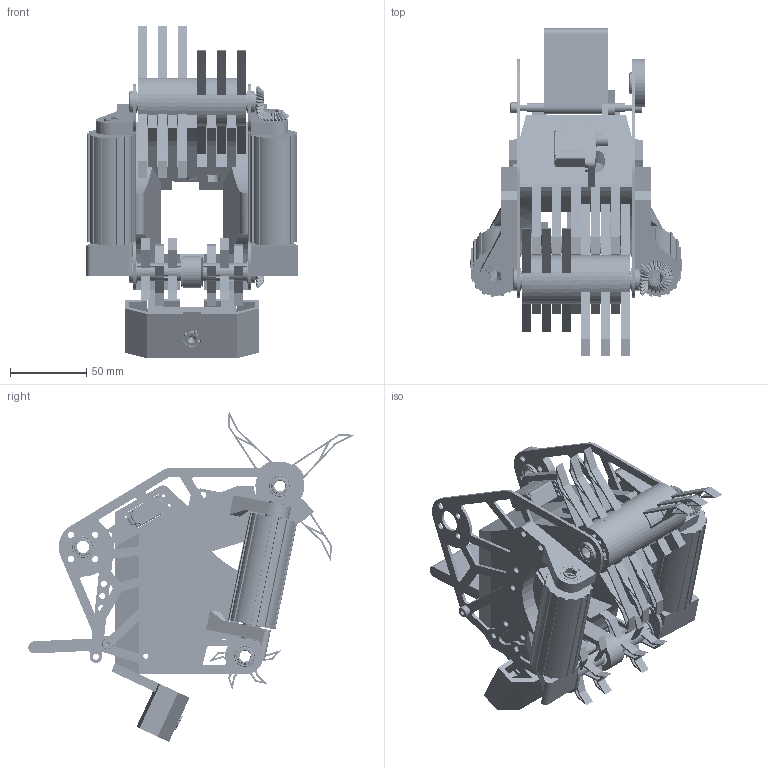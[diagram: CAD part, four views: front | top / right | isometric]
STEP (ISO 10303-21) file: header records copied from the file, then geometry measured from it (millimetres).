
FILE_DESCRIPTION(/* description */ ('STEP AP242','CAx-IF Rec.Pracs.---Representation and Presentation of Product Manufacturing Information (PMI)---4.0---2014-10-13','CAx-IF Rec.Pracs.---3D Tessellated Geometry---0.4---2014-09-14','2;1'),/* implementation_level */ '2;1');
FILE_NAME(/* name */ '6816a7490eb2056c0926e675',/* time_stamp */ '2025-05-03T23:31:25Z',/* author */ (''),/* organization */ (''),/* preprocessor_version */ 'ST-DEVELOPER v20',/* originating_system */ 'ONSHAPE BY PTC INC, 1.197',/* authorisation */ ' ');
FILE_SCHEMA (('AP242_MANAGED_MODEL_BASED_3D_ENGINEERING_MIM_LF { 1 0 10303 442 1 1 4 }'));
Products named in the file (78): Intake; Part 4; Flexible Spokes; Part 2; Counter Roller | TPU; Part 1; 1102 Series Flat Beam (11 Hole, 88mm Length) - 1102-0011-0088; Part 5; Side Roller | Silicone Insert; Hex socket head cap screw M4x0.70 x 35; B25T Servo Arm; 1611 Series Flanged Ball Bearing (8mm REX ID x 14mm OD, 5mm Thickness
) 1611-0514-4008 <4>; outer race; inner race; 2317 Series Steel, MOD 0.8 Miter Gear (8mm REX Bore, 24 Tooth); Double Bearing Plate x1; 1611 Series Flanged Ball Bearing (8mm REX ID x 14mm OD, 5mm Thickness
) 1611-0514-4008 <3>; Axon Micro+ <1>; DDJ-9GCNC-GEAR5; DDJ-9GCNC-MOTOR; DDJ-9GCNC-B; DDJ-9GCNC-LS_2; DDJ-9GCNC-XT; DDJ-9GCNC-LS_3; DDJ-9GCNC-T; DDJ-9GCNC-LS; DDJ-9GCNC-M; DDJ-9GCNC-LS_1; Part 3; 1501 Series M4 x 0.7mm Standoff (6mm OD, 16mm Length) 1501-0006-0160; 1611 Series Flanged Ball Bearing (8mm ID x 14mm OD, 5mm Thickness) 16
11-0514-0008 <1>; Outer Race; Inner Race; Part 6; Side Roller | Silicone Roller; 1611 Series Flanged Ball Bearing (8mm REX ID x 14mm OD, 5mm Thickness
) 1611-0514-4008 <2>; Part 7; 37T  HTD5 Belt; 1611 Series Flanged Ball Bearing (8mm REX ID x 14mm OD, 5mm Thickness
) 1611-0514-4008 <1>; PCB ...
Assembly tree (127 placements, depth 6):
  Intake
    Part 4  x8
    Flexible Spokes  x6
    Part 2  x5
    Counter Roller | TPU  x6
    Part 1  x8
    Part 2  x6
    1102 Series Flat Beam (11 Hole, 88mm Length) - 1102-0011-0088
    Part 5
    Side Roller | Silicone Insert  x2
    Hex socket head cap screw M4x0.70 x 35  x2
    B25T Servo Arm
    Part 1  x2
    1611 Series Flanged Ball Bearing (8mm REX ID x 14mm OD, 5mm Thickness
) 1611-0514-4008 <4>
      outer race
      inner race
    2317 Series Steel, MOD 0.8 Miter Gear (8mm REX Bore, 24 Tooth)  x4
    Part 1
    Part 1
    Double Bearing Plate x1
    1611 Series Flanged Ball Bearing (8mm REX ID x 14mm OD, 5mm Thickness
) 1611-0514-4008 <3>
      outer race
      inner race
    Axon Micro+ <1>
      DDJ-9GCNC-GEAR5
      DDJ-9GCNC-MOTOR
      DDJ-9GCNC-B
      DDJ-9GCNC-LS_2
      DDJ-9GCNC-XT
      DDJ-9GCNC-LS_3
      DDJ-9GCNC-T
      DDJ-9GCNC-LS
      DDJ-9GCNC-M
      DDJ-9GCNC-LS_1
    Part 3  x2
    Part 2
    1501 Series M4 x 0.7mm Standoff (6mm OD, 16mm Length) 1501-0006-0160
    1611 Series Flanged Ball Bearing (8mm ID x 14mm OD, 5mm Thickness) 16
11-0514-0008 <1>
      Outer Race
      Inner Race
    Part 6  x2
    Part 4
    Side Roller | Silicone Roller  x2
    1611 Series Flanged Ball Bearing (8mm REX ID x 14mm OD, 5mm Thickness
) 1611-0514-4008 <2>
      outer race
      inner race
    Part 7
    Part 4
    37T  HTD5 Belt
    1611 Series Flanged Ball Bearing (8mm REX ID x 14mm OD, 5mm Thickness
) 1611-0514-4008 <1>
      inner race
      outer race
    PCB
    Component Clearance
    Camera Module
    CRF v2 <1>
      Component16
      Case Top v6 (1) <1>
        Component17
        PCB (1) <1>
Bounding box: 138.74 x 214.72 x 217.62 mm (x, y, z)
Volume: 689540.8 mm3; surface area: 314398.3 mm2
Topology: 110 solids, 111 shells, 5296 faces, 14572 edges, 9602 vertices
Faces by surface type: plane 2637, cylinder 1610, bspline 644, cone 320, torus 81, sphere 4
Full cylindrical faces by diameter (mm): 0.3 x1, 0.375 x4, 0.5 x1, 0.75 x4, 0.991 x3, 1 x70, 1.3 x8, 2 x6, 2.02 x10, 2.2 x4, 2.4 x1, 2.5 x4, 2.6 x1, 3.3 x1, 4 x21, 4.1 x1, 4.2 x46, 4.4 x6, 5 x2, 5.1 x1, 5.6 x1, 5.75 x1, 5.85 x20, 5.95 x1, 6 x3, 7 x3, 8 x14, 8.3 x7, 9 x3, 9.8 x12
Entity records: 117742 total; most frequent: CARTESIAN_POINT 30796, ORIENTED_EDGE 16960, DIRECTION 16522, EDGE_CURVE 8480, VERTEX_POINT 5713, AXIS2_PLACEMENT_3D 5646, LINE 5230, VECTOR 5230
